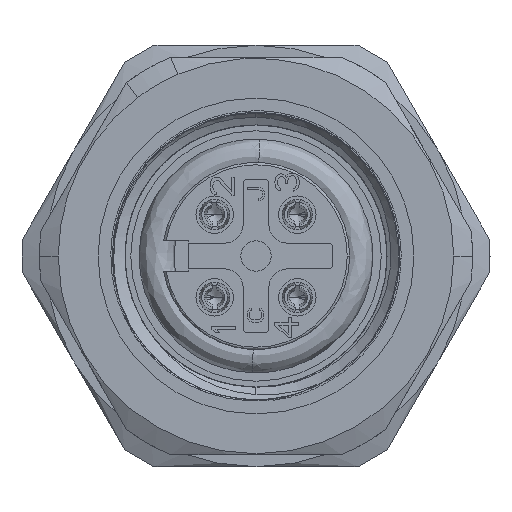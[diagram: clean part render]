
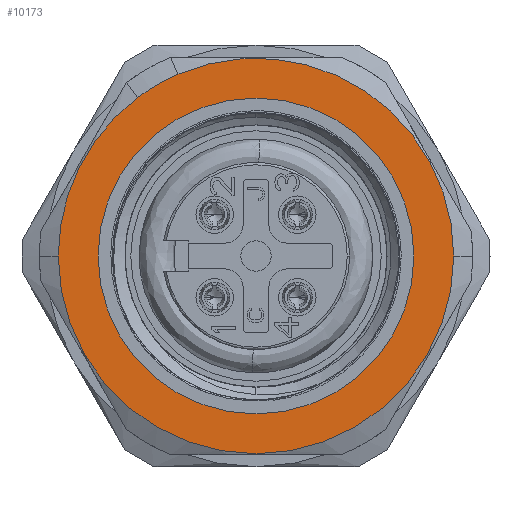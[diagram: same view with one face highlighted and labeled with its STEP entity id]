
A CAD part, left-side view. The second image highlights one B-rep face of the part: STEP entity #10173.
In plain terms, the highlighted planar face has unit normal (-1, 0, 0).
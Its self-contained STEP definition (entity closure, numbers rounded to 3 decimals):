
#789 = ORIENTED_EDGE ( 'NONE', *, *, #43472, .F. ) ;
#1532 = EDGE_LOOP ( 'NONE', ( #24899, #56500 ) ) ;
#1676 = DIRECTION ( 'NONE',  ( 0., 1., 0. ) ) ;
#8405 = VERTEX_POINT ( 'NONE', #32691 ) ;
#8686 = DIRECTION ( 'NONE',  ( 0., 0., 1. ) ) ;
#10173 = ADVANCED_FACE ( 'NONE', ( #51921, #61435 ), #37997, .F. ) ;
#11127 = CARTESIAN_POINT ( 'NONE',  ( -2.717, -4.53, 27.25 ) ) ;
#11634 = AXIS2_PLACEMENT_3D ( 'NONE', #11127, #30149, #15234 ) ;
#11854 = CIRCLE ( 'NONE', #24001, 6.75 ) ;
#12923 = CARTESIAN_POINT ( 'NONE',  ( -2.717, -12.98, 27.25 ) ) ;
#13880 = VERTEX_POINT ( 'NONE', #12923 ) ;
#15234 = DIRECTION ( 'NONE',  ( 0., 1., 0. ) ) ;
#17446 = VERTEX_POINT ( 'NONE', #52415 ) ;
#18381 = CARTESIAN_POINT ( 'NONE',  ( -2.717, -4.53, 27.25 ) ) ;
#18673 = CARTESIAN_POINT ( 'NONE',  ( -2.717, -4.53, 20.5 ) ) ;
#18805 = DIRECTION ( 'NONE',  ( 0., 0., 1. ) ) ;
#19564 = ORIENTED_EDGE ( 'NONE', *, *, #61176, .F. ) ;
#21329 = EDGE_CURVE ( 'NONE', #13880, #8405, #41922, .T. ) ;
#22149 = VERTEX_POINT ( 'NONE', #37568 ) ;
#23123 = DIRECTION ( 'NONE',  ( 1., 0., 0. ) ) ;
#23144 = CIRCLE ( 'NONE', #33265, 8.45 ) ;
#24001 = AXIS2_PLACEMENT_3D ( 'NONE', #37210, #52059, #8686 ) ;
#24899 = ORIENTED_EDGE ( 'NONE', *, *, #39336, .F. ) ;
#26878 = AXIS2_PLACEMENT_3D ( 'NONE', #53075, #48361, #35045 ) ;
#28197 = CARTESIAN_POINT ( 'NONE',  ( -2.717, -4.53, 27.25 ) ) ;
#30149 = DIRECTION ( 'NONE',  ( 1., 0., 0. ) ) ;
#32691 = CARTESIAN_POINT ( 'NONE',  ( -2.717, 3.92, 27.25 ) ) ;
#33265 = AXIS2_PLACEMENT_3D ( 'NONE', #35542, #59604, #1676 ) ;
#34416 = ORIENTED_EDGE ( 'NONE', *, *, #34809, .F. ) ;
#34809 = EDGE_CURVE ( 'NONE', #8405, #22149, #60217, .T. ) ;
#35045 = DIRECTION ( 'NONE',  ( 0., 1., 0. ) ) ;
#35262 = VERTEX_POINT ( 'NONE', #18673 ) ;
#35542 = CARTESIAN_POINT ( 'NONE',  ( -2.717, -4.53, 27.25 ) ) ;
#37210 = CARTESIAN_POINT ( 'NONE',  ( -2.717, -4.53, 27.25 ) ) ;
#37211 = DIRECTION ( 'NONE',  ( -1., 0., 0. ) ) ;
#37568 = CARTESIAN_POINT ( 'NONE',  ( -2.717, 0.531, 34.017 ) ) ;
#37997 = PLANE ( 'NONE',  #57047 ) ;
#39336 = EDGE_CURVE ( 'NONE', #17446, #35262, #11854, .T. ) ;
#39894 = AXIS2_PLACEMENT_3D ( 'NONE', #18381, #51642, #56384 ) ;
#40832 = CARTESIAN_POINT ( 'NONE',  ( -2.717, -1.196, 35.015 ) ) ;
#41922 = CIRCLE ( 'NONE', #39894, 8.45 ) ;
#43068 = DIRECTION ( 'NONE',  ( 0., 0., -1. ) ) ;
#43472 = EDGE_CURVE ( 'NONE', #61798, #13880, #23144, .T. ) ;
#45295 = EDGE_LOOP ( 'NONE', ( #19564, #34416, #47211, #789 ) ) ;
#46152 = EDGE_CURVE ( 'NONE', #35262, #17446, #60311, .T. ) ;
#46182 = AXIS2_PLACEMENT_3D ( 'NONE', #52060, #37211, #18805 ) ;
#47211 = ORIENTED_EDGE ( 'NONE', *, *, #21329, .F. ) ;
#48361 = DIRECTION ( 'NONE',  ( 1., 0., 0. ) ) ;
#50101 = CIRCLE ( 'NONE', #11634, 8.45 ) ;
#51642 = DIRECTION ( 'NONE',  ( 1., 0., 0. ) ) ;
#51921 = FACE_BOUND ( 'NONE', #1532, .T. ) ;
#52059 = DIRECTION ( 'NONE',  ( -1., 0., 0. ) ) ;
#52060 = CARTESIAN_POINT ( 'NONE',  ( -2.717, -4.53, 27.25 ) ) ;
#52415 = CARTESIAN_POINT ( 'NONE',  ( -2.717, -4.53, 34. ) ) ;
#53075 = CARTESIAN_POINT ( 'NONE',  ( -2.717, -4.53, 27.25 ) ) ;
#56384 = DIRECTION ( 'NONE',  ( 0., 1., 0. ) ) ;
#56500 = ORIENTED_EDGE ( 'NONE', *, *, #46152, .F. ) ;
#57047 = AXIS2_PLACEMENT_3D ( 'NONE', #28197, #23123, #43068 ) ;
#59604 = DIRECTION ( 'NONE',  ( 1., 0., 0. ) ) ;
#60217 = CIRCLE ( 'NONE', #26878, 8.45 ) ;
#60311 = CIRCLE ( 'NONE', #46182, 6.75 ) ;
#61176 = EDGE_CURVE ( 'NONE', #22149, #61798, #50101, .T. ) ;
#61435 = FACE_OUTER_BOUND ( 'NONE', #45295, .T. ) ;
#61798 = VERTEX_POINT ( 'NONE', #40832 ) ;
